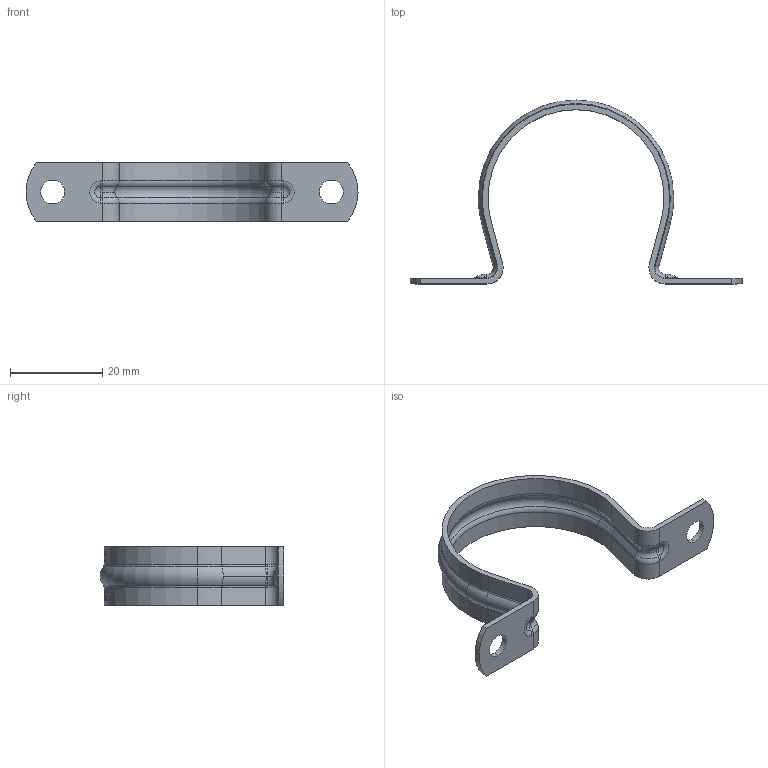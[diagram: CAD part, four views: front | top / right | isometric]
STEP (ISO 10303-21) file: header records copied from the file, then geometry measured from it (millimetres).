
FILE_DESCRIPTION (( 'STEP AP214' ), '1' );
FILE_NAME ('SP 2407Z1.STEP', '2019-07-12T19:17:46', ( '' ), ( '' ), 'SwSTEP 2.0', 'SolidWorks 2018', '' );
FILE_SCHEMA (( 'AUTOMOTIVE_DESIGN' ));
Length unit declared in the file: inch
Products named in the file (1): SP 2407Z1
Bounding box: 71.87 x 39.83 x 12.7 mm (x, y, z)
Volume: 2077.4 mm3; surface area: 3819.5 mm2
Topology: 1 solids, 1 shells, 288 faces, 722 edges, 454 vertices
Faces by surface type: bspline 84, plane 78, cylinder 76, torus 46, sphere 4
Entity records: 15476 total; most frequent: CARTESIAN_POINT 9035, ORIENTED_EDGE 1444, DIRECTION 1157, EDGE_CURVE 722, AXIS2_PLACEMENT_3D 455, VERTEX_POINT 454, EDGE_LOOP 310, ADVANCED_FACE 288
